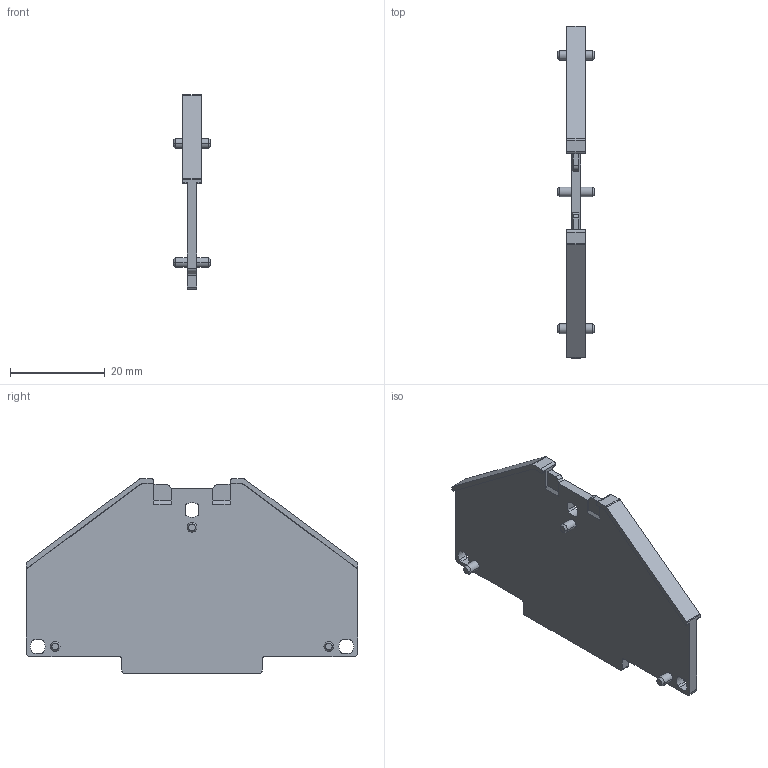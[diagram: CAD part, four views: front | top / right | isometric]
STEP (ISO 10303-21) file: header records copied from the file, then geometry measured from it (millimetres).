
FILE_DESCRIPTION(('CATIA V5 STEP Exchange','CAx-IF Rec.Pracs.--- Model Styling and Organization---1.4--- 2014-01-23'),'2;1');
FILE_NAME ('011275-2_0', '2021-04-26T04:31:05+00:00', ('none'), ('Weidmueller'), 'CATIA Version 5-6 Release 2016 SP3 HF44', 'CATIA V5 STEP AP214', 'none');
FILE_SCHEMA(('AUTOMOTIVE_DESIGN { 1 0 10303 214 1 1 1 1 }'));
Length unit declared in the file: millimetre
Products named in the file (1): 1317850000
Bounding box: 8 x 70 x 41.1 mm (x, y, z)
Volume: 4684.3 mm3; surface area: 5341.9 mm2
Topology: 1 solids, 1 shells, 124 faces, 360 edges, 244 vertices
Faces by surface type: plane 56, cylinder 56, cone 12
Entity records: 4390 total; most frequent: CARTESIAN_POINT 1268, ORIENTED_EDGE 720, DIRECTION 503, EDGE_CURVE 360, VERTEX_POINT 244, VECTOR 211, LINE 211, AXIS2_PLACEMENT_3D 193
